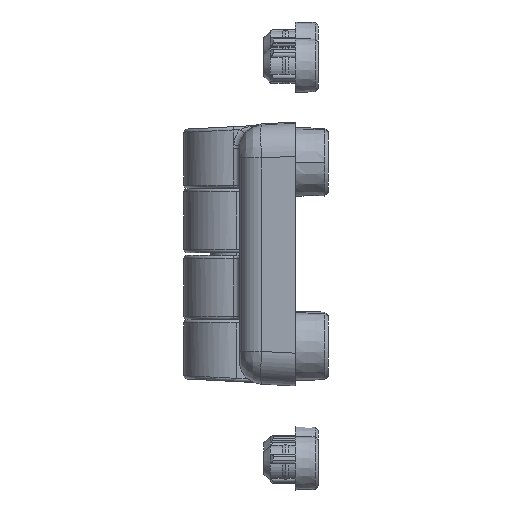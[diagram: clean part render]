
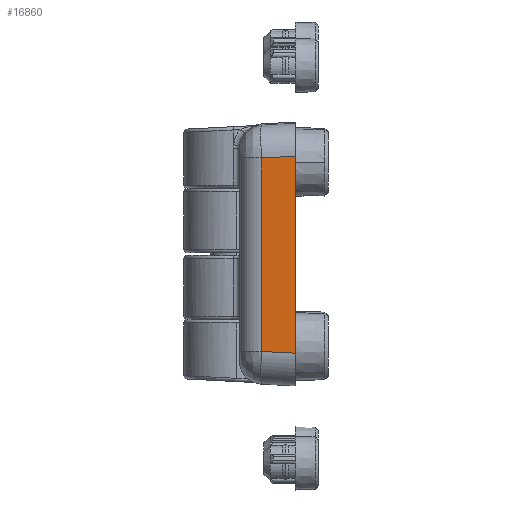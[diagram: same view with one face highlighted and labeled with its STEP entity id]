
A CAD part, left-side view. The second image highlights one B-rep face of the part: STEP entity #16860.
In plain terms, the highlighted planar face has unit normal (-0.999, 0.052, 0).
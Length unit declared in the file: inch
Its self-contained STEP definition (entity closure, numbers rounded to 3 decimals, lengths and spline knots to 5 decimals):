
#618 = CARTESIAN_POINT ( 'NONE',  ( -2.19764, -0.67141, 0.66449 ) ) ;
#949 = CARTESIAN_POINT ( 'NONE',  ( -2.18694, -0.46735, -0.71373 ) ) ;
#2670 = VECTOR ( 'NONE', #36299, 39.37008 ) ;
#5610 = VECTOR ( 'NONE', #8356, 39.37008 ) ;
#7654 = VERTEX_POINT ( 'NONE', #36503 ) ;
#8356 = DIRECTION ( 'NONE',  ( 0., 0., 1. ) ) ;
#11125 = CARTESIAN_POINT ( 'NONE',  ( -2.18694, -0.46735, -0.50646 ) ) ;
#11349 = EDGE_CURVE ( 'NONE', #21692, #27891, #27941, .T. ) ;
#12362 = CARTESIAN_POINT ( 'NONE',  ( -2.18694, -0.46735, 0.6538 ) ) ;
#12475 = ORIENTED_EDGE ( 'NONE', *, *, #11349, .T. ) ;
#12610 = DIRECTION ( 'NONE',  ( -0.999, 0.052, 0. ) ) ;
#13928 = VERTEX_POINT ( 'NONE', #11125 ) ;
#14334 = LINE ( 'NONE', #21390, #5610 ) ;
#14361 = EDGE_CURVE ( 'NONE', #7654, #21692, #14334, .T. ) ;
#15788 = PLANE ( 'NONE',  #34325 ) ;
#15859 = LINE ( 'NONE', #21472, #22470 ) ;
#16582 = ORIENTED_EDGE ( 'NONE', *, *, #17612, .F. ) ;
#16860 = ADVANCED_FACE ( 'NONE', ( #19148 ), #15788, .T. ) ;
#17612 = EDGE_CURVE ( 'NONE', #13928, #27891, #28795, .T. ) ;
#18509 = EDGE_LOOP ( 'NONE', ( #40472, #41616, #12475, #16582 ) ) ;
#18901 = CARTESIAN_POINT ( 'NONE',  ( -2.19764, -0.67141, 0.66449 ) ) ;
#19148 = FACE_OUTER_BOUND ( 'NONE', #18509, .T. ) ;
#19174 = VECTOR ( 'NONE', #41610, 39.37008 ) ;
#21390 = CARTESIAN_POINT ( 'NONE',  ( -2.19764, -0.67141, -0.71373 ) ) ;
#21472 = CARTESIAN_POINT ( 'NONE',  ( -2.19468, -0.61508, -0.5142 ) ) ;
#21692 = VERTEX_POINT ( 'NONE', #618 ) ;
#22470 = VECTOR ( 'NONE', #24794, 39.37008 ) ;
#24794 = DIRECTION ( 'NONE',  ( 0.052, 0.997, 0.052 ) ) ;
#27891 = VERTEX_POINT ( 'NONE', #12362 ) ;
#27941 = LINE ( 'NONE', #18901, #19174 ) ;
#28795 = LINE ( 'NONE', #949, #2670 ) ;
#32261 = CARTESIAN_POINT ( 'NONE',  ( -2.19764, -0.67141, -0.71373 ) ) ;
#34325 = AXIS2_PLACEMENT_3D ( 'NONE', #32261, #12610, #35513 ) ;
#35425 = EDGE_CURVE ( 'NONE', #7654, #13928, #15859, .T. ) ;
#35513 = DIRECTION ( 'NONE',  ( -0.052, -0.999, 0. ) ) ;
#36299 = DIRECTION ( 'NONE',  ( 0., 0., 1. ) ) ;
#36503 = CARTESIAN_POINT ( 'NONE',  ( -2.19764, -0.67141, -0.51715 ) ) ;
#40472 = ORIENTED_EDGE ( 'NONE', *, *, #35425, .F. ) ;
#41610 = DIRECTION ( 'NONE',  ( 0.052, 0.997, -0.052 ) ) ;
#41616 = ORIENTED_EDGE ( 'NONE', *, *, #14361, .T. ) ;
